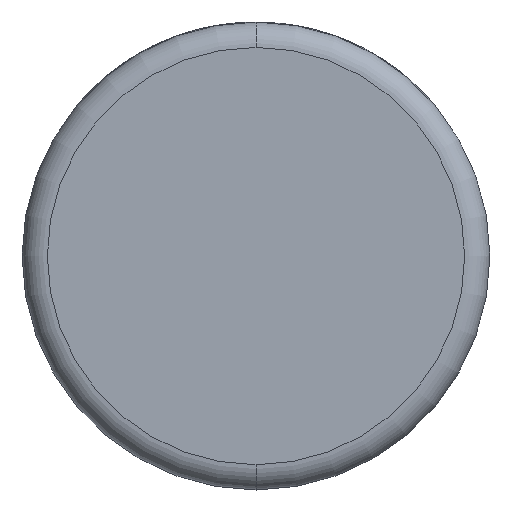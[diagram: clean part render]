
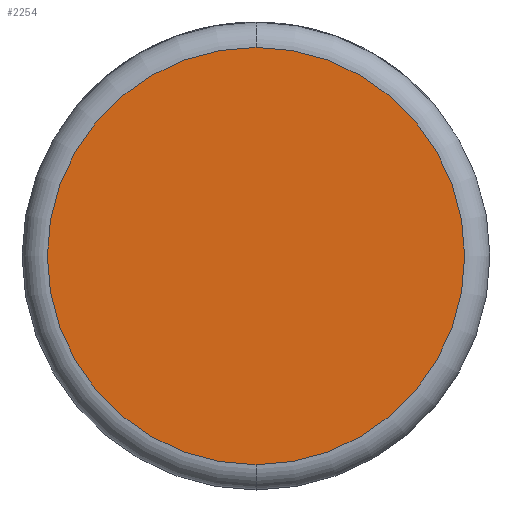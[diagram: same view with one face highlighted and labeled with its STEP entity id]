
A CAD part, front view. The second image highlights one B-rep face of the part: STEP entity #2254.
In plain terms, the highlighted planar face has unit normal (0, -1, 0).
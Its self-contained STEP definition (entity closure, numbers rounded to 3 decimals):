
#44 = CARTESIAN_POINT ( 'NONE',  ( 0., 0., 0. ) ) ;
#225 = PLANE ( 'NONE',  #2725 ) ;
#690 = ORIENTED_EDGE ( 'NONE', *, *, #2857, .T. ) ;
#861 = CARTESIAN_POINT ( 'NONE',  ( 0., 0., 0. ) ) ;
#893 = EDGE_LOOP ( 'NONE', ( #690, #1569 ) ) ;
#1194 = DIRECTION ( 'NONE',  ( 0., -1., 0. ) ) ;
#1374 = DIRECTION ( 'NONE',  ( 0., -1., 0. ) ) ;
#1569 = ORIENTED_EDGE ( 'NONE', *, *, #3633, .T. ) ;
#1616 = FACE_OUTER_BOUND ( 'NONE', #893, .T. ) ;
#1763 = CARTESIAN_POINT ( 'NONE',  ( 0., 0., -16.5 ) ) ;
#1888 = DIRECTION ( 'NONE',  ( 0., 0., 1. ) ) ;
#1998 = DIRECTION ( 'NONE',  ( 0., 0., 1. ) ) ;
#2142 = CIRCLE ( 'NONE', #3973, 16.5 ) ;
#2254 = ADVANCED_FACE ( 'NONE', ( #1616 ), #225, .F. ) ;
#2546 = DIRECTION ( 'NONE',  ( 0., 1., 0. ) ) ;
#2725 = AXIS2_PLACEMENT_3D ( 'NONE', #3227, #2546, #1888 ) ;
#2857 = EDGE_CURVE ( 'NONE', #4239, #3053, #3057, .T. ) ;
#3053 = VERTEX_POINT ( 'NONE', #1763 ) ;
#3057 = CIRCLE ( 'NONE', #3105, 16.5 ) ;
#3105 = AXIS2_PLACEMENT_3D ( 'NONE', #44, #1374, #1998 ) ;
#3227 = CARTESIAN_POINT ( 'NONE',  ( 0., 0., 0. ) ) ;
#3484 = DIRECTION ( 'NONE',  ( 0., 0., 1. ) ) ;
#3633 = EDGE_CURVE ( 'NONE', #3053, #4239, #2142, .T. ) ;
#3973 = AXIS2_PLACEMENT_3D ( 'NONE', #861, #1194, #3484 ) ;
#4064 = CARTESIAN_POINT ( 'NONE',  ( 0., 0., 16.5 ) ) ;
#4239 = VERTEX_POINT ( 'NONE', #4064 ) ;
